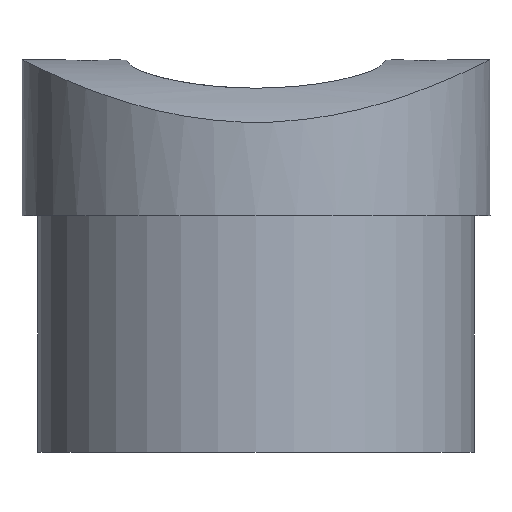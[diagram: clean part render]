
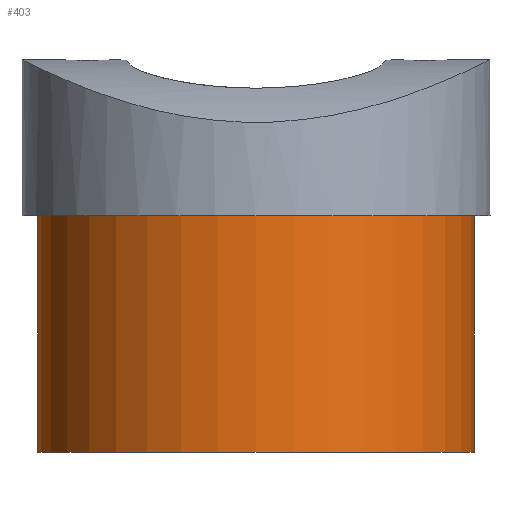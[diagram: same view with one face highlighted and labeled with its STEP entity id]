
A CAD part, front view. The second image highlights one B-rep face of the part: STEP entity #403.
In plain terms, the highlighted cylindrical face has radius 8.4 mm (diameter 16.8 mm), a full revolution.
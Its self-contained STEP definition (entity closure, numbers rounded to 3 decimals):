
#38=CIRCLE('',#432,8.4);
#39=CIRCLE('',#434,8.4);
#57=ORIENTED_EDGE('',*,*,#110,.T.);
#58=ORIENTED_EDGE('',*,*,#109,.F.);
#109=EDGE_CURVE('',#136,#136,#38,.T.);
#110=EDGE_CURVE('',#137,#137,#39,.T.);
#136=VERTEX_POINT('',#558);
#137=VERTEX_POINT('',#561);
#174=EDGE_LOOP('',(#57));
#175=EDGE_LOOP('',(#58));
#210=FACE_BOUND('',#174,.T.);
#211=FACE_BOUND('',#175,.T.);
#244=CYLINDRICAL_SURFACE('',#433,8.4);
#403=ADVANCED_FACE('',(#210,#211),#244,.T.);
#432=AXIS2_PLACEMENT_3D('',#557,#473,#474);
#433=AXIS2_PLACEMENT_3D('',#559,#475,#476);
#434=AXIS2_PLACEMENT_3D('',#560,#477,#478);
#473=DIRECTION('',(0.,0.,-1.));
#474=DIRECTION('',(-1.,0.,0.));
#475=DIRECTION('',(0.,0.,-1.));
#476=DIRECTION('',(-1.,0.,0.));
#477=DIRECTION('',(0.,0.,-1.));
#478=DIRECTION('',(-1.,0.,0.));
#557=CARTESIAN_POINT('',(0.,0.,0.));
#558=CARTESIAN_POINT('',(-8.4,0.,0.));
#559=CARTESIAN_POINT('',(0.,0.,11.1));
#560=CARTESIAN_POINT('',(0.,0.,9.1));
#561=CARTESIAN_POINT('',(-8.4,0.,9.1));
